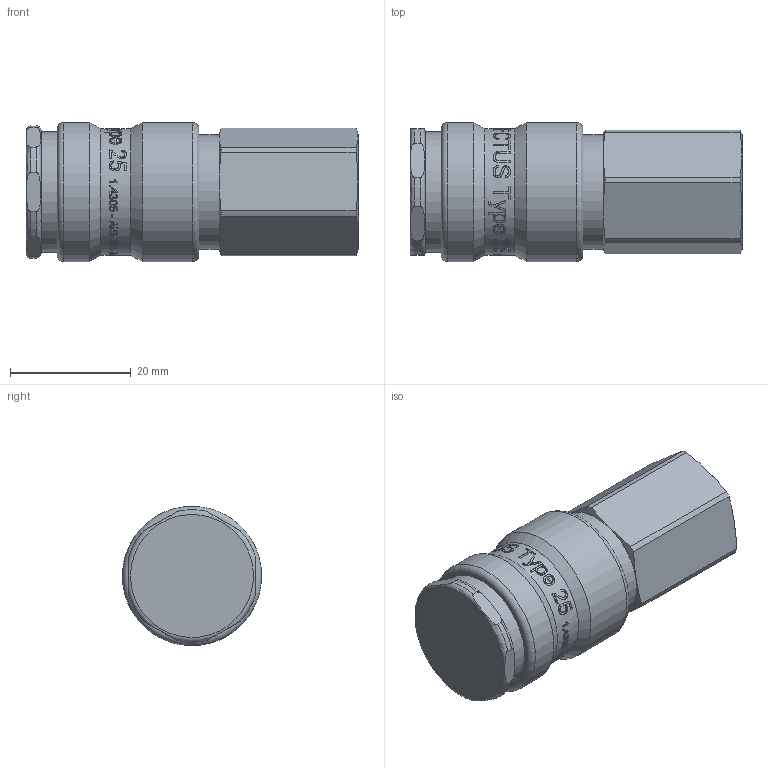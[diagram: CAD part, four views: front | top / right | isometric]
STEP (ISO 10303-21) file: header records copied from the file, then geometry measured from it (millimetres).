
FILE_DESCRIPTION((''),'2;1');
FILE_NAME('25KLIW17RVX.stp','2014-10-10T15:50:53',('SSC01480'),(''),'Autodesk Inventor 2013','Autodesk Inventor 2013','');
FILE_SCHEMA(('AUTOMOTIVE_DESIGN { 1 0 10303 214 1 1 1 1 }'));
Length unit declared in the file: millimetre
Products named in the file (1): D112169
Bounding box: 55.1 x 23.08 x 23.08 mm (x, y, z)
Volume: 16209.4 mm3; surface area: 8276.7 mm2
Topology: 2 solids, 3 shells, 617 faces, 1628 edges, 1076 vertices
Faces by surface type: bspline 288, plane 210, cylinder 80, cone 34, torus 5
Full cylindrical faces by diameter (mm): 14.95 x1, 15.3 x1, 16 x4, 17.25 x1, 18.95 x3, 19.35 x1, 20 x1, 20.05 x1, 21 x1, 23.15 x2
Entity records: 90721 total; most frequent: CARTESIAN_POINT 77306, ORIENTED_EDGE 3140, DIRECTION 1625, EDGE_CURVE 1570, VERTEX_POINT 1063, B_SPLINE_CURVE_WITH_KNOTS 774, EDGE_LOOP 725, FACE_OUTER_BOUND 617
